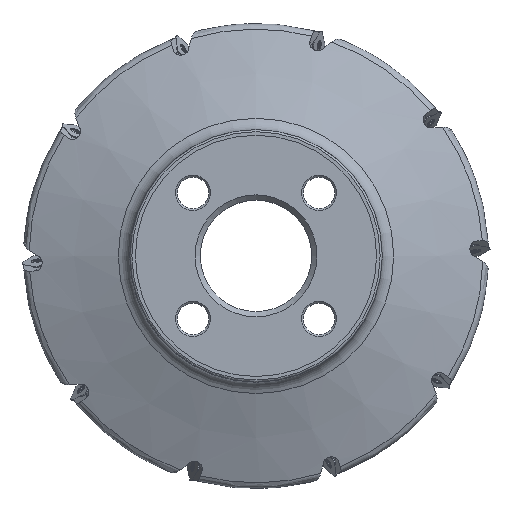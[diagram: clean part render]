
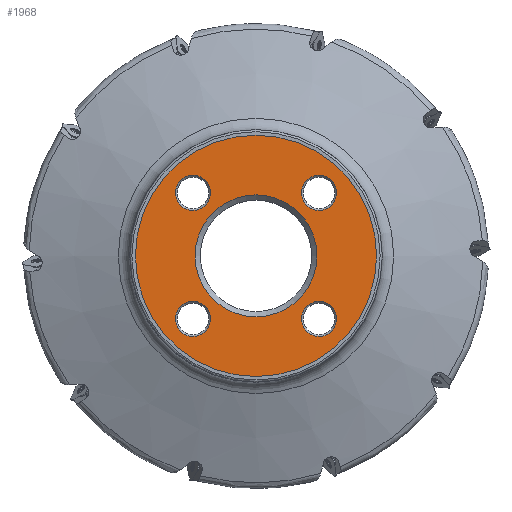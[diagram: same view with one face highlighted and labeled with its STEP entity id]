
A CAD part, top view. The second image highlights one B-rep face of the part: STEP entity #1968.
In plain terms, the highlighted planar face has unit normal (0, 0, 1).
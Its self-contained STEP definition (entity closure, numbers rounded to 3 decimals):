
#1968=ADVANCED_FACE('SU_1',(#3975,#3976,#3977,#3978,#3979,#3980),#2848,
 .F.);
#2848=PLANE('',#20212);
#3493=CIRCLE('',#20152,68.75);
#3499=CIRCLE('',#20164,10.);
#3504=CIRCLE('',#20172,10.);
#3511=CIRCLE('',#20188,10.);
#3517=CIRCLE('',#20200,10.);
#3520=CIRCLE('',#20205,34.758);
#3975=FACE_BOUND('',#4451,.T.);
#3976=FACE_BOUND('',#4452,.T.);
#3977=FACE_BOUND('',#4453,.T.);
#3978=FACE_BOUND('',#4454,.T.);
#3979=FACE_BOUND('',#4455,.T.);
#3980=FACE_BOUND('',#4456,.T.);
#4451=EDGE_LOOP('',(#9101));
#4452=EDGE_LOOP('',(#9102));
#4453=EDGE_LOOP('',(#9103));
#4454=EDGE_LOOP('',(#9104));
#4455=EDGE_LOOP('',(#9105));
#4456=EDGE_LOOP('',(#9106));
#9101=ORIENTED_EDGE('',*,*,#16482,.F.);
#9102=ORIENTED_EDGE('',*,*,#16494,.F.);
#9103=ORIENTED_EDGE('',*,*,#16476,.T.);
#9104=ORIENTED_EDGE('',*,*,#16503,.F.);
#9105=ORIENTED_EDGE('',*,*,#16500,.F.);
#9106=ORIENTED_EDGE('',*,*,#16487,.F.);
#14314=VERTEX_POINT('',#32860);
#14320=VERTEX_POINT('',#32878);
#14325=VERTEX_POINT('',#32891);
#14332=VERTEX_POINT('',#32914);
#14338=VERTEX_POINT('',#32932);
#14341=VERTEX_POINT('',#32940);
#16476=EDGE_CURVE('',#14314,#14314,#3493,.T.);
#16482=EDGE_CURVE('',#14320,#14320,#3499,.T.);
#16487=EDGE_CURVE('',#14325,#14325,#3504,.T.);
#16494=EDGE_CURVE('',#14332,#14332,#3511,.T.);
#16500=EDGE_CURVE('',#14338,#14338,#3517,.T.);
#16503=EDGE_CURVE('',#14341,#14341,#3520,.T.);
#20152=AXIS2_PLACEMENT_3D('',#32859,#22877,#22878);
#20164=AXIS2_PLACEMENT_3D('',#32877,#22901,#22902);
#20172=AXIS2_PLACEMENT_3D('',#32890,#22917,#22918);
#20188=AXIS2_PLACEMENT_3D('',#32913,#22949,#22950);
#20200=AXIS2_PLACEMENT_3D('',#32931,#22973,#22974);
#20205=AXIS2_PLACEMENT_3D('',#32939,#22983,#22984);
#20212=AXIS2_PLACEMENT_3D('',#32949,#22997,#22998);
#22877=DIRECTION('',(0.,0.,1.));
#22878=DIRECTION('',(1.,0.,0.));
#22901=DIRECTION('',(0.,0.,1.));
#22902=DIRECTION('',(-1.,0.,0.));
#22917=DIRECTION('',(0.,0.,1.));
#22918=DIRECTION('',(-1.,0.,0.));
#22949=DIRECTION('',(0.,0.,1.));
#22950=DIRECTION('',(-1.,0.,0.));
#22973=DIRECTION('',(0.,0.,1.));
#22974=DIRECTION('',(-1.,0.,0.));
#22983=DIRECTION('',(0.,0.,1.));
#22984=DIRECTION('',(1.,0.,0.));
#22997=DIRECTION('',(0.,0.,-1.));
#22998=DIRECTION('',(-1.,0.,0.));
#32859=CARTESIAN_POINT('',(0.,0.,0.));
#32860=CARTESIAN_POINT('',(68.75,0.,0.));
#32877=CARTESIAN_POINT('',(35.921,-35.921,0.));
#32878=CARTESIAN_POINT('',(25.921,-35.921,0.));
#32890=CARTESIAN_POINT('',(35.921,35.921,0.));
#32891=CARTESIAN_POINT('',(25.921,35.921,0.));
#32913=CARTESIAN_POINT('',(-35.921,35.921,0.));
#32914=CARTESIAN_POINT('',(-45.921,35.921,0.));
#32931=CARTESIAN_POINT('',(-35.921,-35.921,0.));
#32932=CARTESIAN_POINT('',(-45.921,-35.921,0.));
#32939=CARTESIAN_POINT('',(0.,0.,0.));
#32940=CARTESIAN_POINT('',(34.758,0.,0.));
#32949=CARTESIAN_POINT('',(-71.75,0.,0.));
